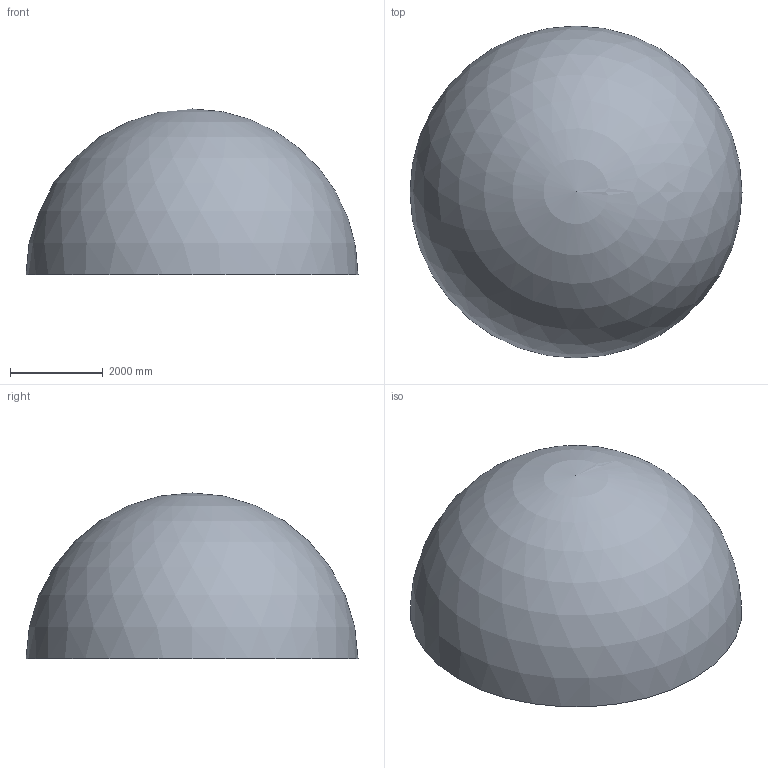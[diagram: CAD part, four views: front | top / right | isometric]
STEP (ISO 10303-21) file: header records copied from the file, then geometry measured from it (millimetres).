
FILE_DESCRIPTION(('Open CASCADE Model'),'2;1');
FILE_NAME('Open CASCADE Shape Model','2023-09-20T14:58:26',('Author'),( 'Open CASCADE'),'Open CASCADE STEP processor 7.7','Open CASCADE 7.7' ,'Unknown');
FILE_SCHEMA(('AUTOMOTIVE_DESIGN { 1 0 10303 214 1 1 1 1 }'));
Length unit declared in the file: millimetre
Products named in the file (17): 27381230-57c6-11ee-b280-065ea4f38ea3; 273aa50e-57c6-11ee-b280-065ea4f38ea3; 273aa50e-57c6-11ee-b280-065ea4f38ea3_part; 273e2e40-57c6-11ee-b280-065ea4f38ea3; 273e2e40-57c6-11ee-b280-065ea4f38ea3_part; 2741c050-57c6-11ee-b280-065ea4f38ea3; 2741c050-57c6-11ee-b280-065ea4f38ea3_part; 274548a6-57c6-11ee-b280-065ea4f38ea3; 274548a6-57c6-11ee-b280-065ea4f38ea3_part; 2748b78e-57c6-11ee-b280-065ea4f38ea3; 2748b78e-57c6-11ee-b280-065ea4f38ea3_part; 274c13de-57c6-11ee-b280-065ea4f38ea3; 274c13de-57c6-11ee-b280-065ea4f38ea3_part; 274f694e-57c6-11ee-b280-065ea4f38ea3; 274f694e-57c6-11ee-b280-065ea4f38ea3_part; 2752c0da-57c6-11ee-b280-065ea4f38ea3; 2752c0da-57c6-11ee-b280-065ea4f38ea3_part
Assembly tree (16 placements, depth 3):
  27381230-57c6-11ee-b280-065ea4f38ea3
    273aa50e-57c6-11ee-b280-065ea4f38ea3
      273aa50e-57c6-11ee-b280-065ea4f38ea3_part
    273e2e40-57c6-11ee-b280-065ea4f38ea3
      273e2e40-57c6-11ee-b280-065ea4f38ea3_part
    2741c050-57c6-11ee-b280-065ea4f38ea3
      2741c050-57c6-11ee-b280-065ea4f38ea3_part
    274548a6-57c6-11ee-b280-065ea4f38ea3
      274548a6-57c6-11ee-b280-065ea4f38ea3_part
    2748b78e-57c6-11ee-b280-065ea4f38ea3
      2748b78e-57c6-11ee-b280-065ea4f38ea3_part
    274c13de-57c6-11ee-b280-065ea4f38ea3
      274c13de-57c6-11ee-b280-065ea4f38ea3_part
    274f694e-57c6-11ee-b280-065ea4f38ea3
      274f694e-57c6-11ee-b280-065ea4f38ea3_part
    2752c0da-57c6-11ee-b280-065ea4f38ea3
      2752c0da-57c6-11ee-b280-065ea4f38ea3_part
Bounding box: 7150 x 7150 x 3575 mm (x, y, z)
Volume: 95694450299.8 mm3; surface area: 315790930 mm2
Topology: 8 solids, 8 shells, 23 faces, 45 edges, 30 vertices
Faces by surface type: sphere 15, plane 8
Entity records: 1208 total; most frequent: DIRECTION 200, CARTESIAN_POINT 160, AXIS2_PLACEMENT_3D 70, ORIENTED_EDGE 60, PCURVE 60, DEFINITIONAL_REPRESENTATION 60, CIRCLE 45, LINE 45
